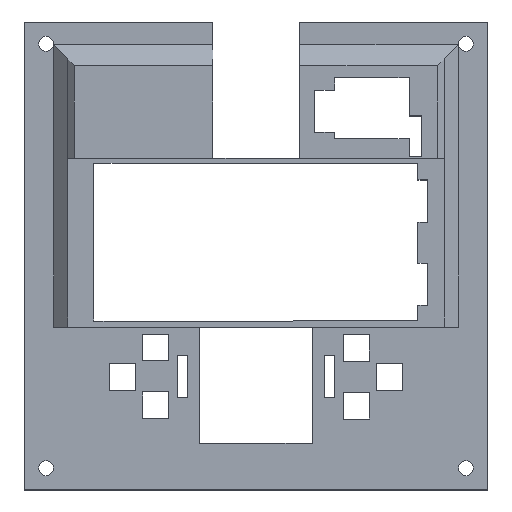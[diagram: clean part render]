
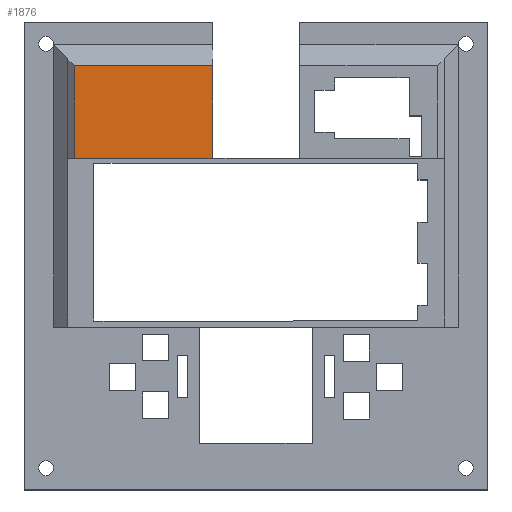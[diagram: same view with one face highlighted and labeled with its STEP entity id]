
A CAD part, top view. The second image highlights one B-rep face of the part: STEP entity #1876.
In plain terms, the highlighted planar face has unit normal (0, 0, 1).
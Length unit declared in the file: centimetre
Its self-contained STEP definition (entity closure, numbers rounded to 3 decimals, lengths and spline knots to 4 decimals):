
#118=FACE_OUTER_BOUND('',#222,.T.);
#222=EDGE_LOOP('',(#1525,#1526,#1527,#1528));
#308=LINE('',#2543,#561);
#314=LINE('',#2554,#567);
#454=LINE('',#2849,#707);
#455=LINE('',#2851,#708);
#561=VECTOR('',#2064,1.);
#567=VECTOR('',#2074,1.);
#707=VECTOR('',#2330,1.);
#708=VECTOR('',#2333,1.);
#808=VERTEX_POINT('',#2540);
#809=VERTEX_POINT('',#2542);
#812=VERTEX_POINT('',#2553);
#909=VERTEX_POINT('',#2847);
#987=EDGE_CURVE('',#808,#809,#308,.T.);
#993=EDGE_CURVE('',#812,#809,#314,.T.);
#1141=EDGE_CURVE('',#808,#909,#454,.T.);
#1142=EDGE_CURVE('',#909,#812,#455,.T.);
#1525=ORIENTED_EDGE('',*,*,#987,.F.);
#1526=ORIENTED_EDGE('',*,*,#1141,.T.);
#1527=ORIENTED_EDGE('',*,*,#1142,.T.);
#1528=ORIENTED_EDGE('',*,*,#993,.T.);
#1786=PLANE('',#1976);
#1876=ADVANCED_FACE('',(#118),#1786,.T.);
#1976=AXIS2_PLACEMENT_3D('',#2855,#2336,#2337);
#2064=DIRECTION('',(0.,1.,0.));
#2074=DIRECTION('',(-1.,0.,0.));
#2330=DIRECTION('',(1.,0.,0.));
#2333=DIRECTION('',(0.,1.,0.));
#2336=DIRECTION('center_axis',(0.,0.,1.));
#2337=DIRECTION('ref_axis',(-1.,0.,0.));
#2540=CARTESIAN_POINT('',(7.05,-11.146,0.815));
#2542=CARTESIAN_POINT('',(7.05,-9.025,0.815));
#2543=CARTESIAN_POINT('',(7.05,-12.5427,0.815));
#2553=CARTESIAN_POINT('',(10.214,-9.025,0.815));
#2554=CARTESIAN_POINT('',(10.214,-9.025,0.815));
#2847=CARTESIAN_POINT('',(10.214,-11.146,0.815));
#2849=CARTESIAN_POINT('',(6.9,-11.146,0.815));
#2851=CARTESIAN_POINT('',(10.214,-11.146,0.815));
#2855=CARTESIAN_POINT('Origin',(8.557,-10.0855,0.815));
